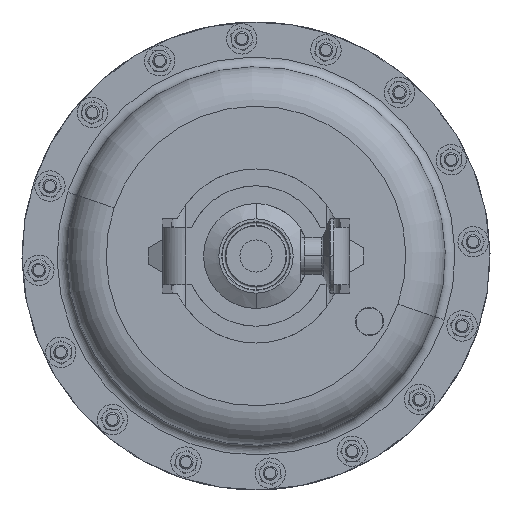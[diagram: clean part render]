
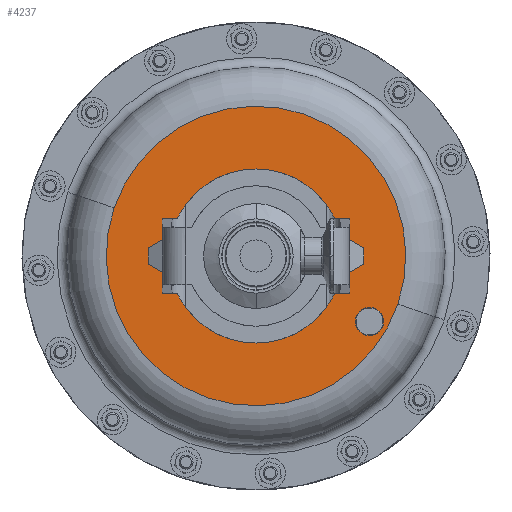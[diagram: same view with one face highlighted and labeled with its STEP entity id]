
A CAD part, front view. The second image highlights one B-rep face of the part: STEP entity #4237.
In plain terms, the highlighted planar face has unit normal (0, -1, 0).
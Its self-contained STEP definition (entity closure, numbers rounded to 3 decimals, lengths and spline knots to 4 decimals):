
#368 = ORIENTED_EDGE ( 'NONE', *, *, #8408, .T. ) ;
#1433 = EDGE_CURVE ( 'NONE', #39668, #14767, #13622, .T. ) ;
#1485 = VERTEX_POINT ( 'NONE', #15785 ) ;
#1528 = CIRCLE ( 'NONE', #12196, 4. ) ;
#1587 = CIRCLE ( 'NONE', #28697, 4. ) ;
#1645 = EDGE_CURVE ( 'NONE', #36569, #37172, #1528, .T. ) ;
#1994 = CARTESIAN_POINT ( 'NONE',  ( -1.2858, 7.295, -3.1747 ) ) ;
#2142 = CARTESIAN_POINT ( 'NONE',  ( 3.0311, 7.295, -1.1369 ) ) ;
#2867 = CIRCLE ( 'NONE', #37884, 2.325 ) ;
#3145 = ORIENTED_EDGE ( 'NONE', *, *, #1433, .F. ) ;
#3546 = CARTESIAN_POINT ( 'NONE',  ( 0., 7.295, 0.6131 ) ) ;
#4237 = ADVANCED_FACE ( 'NONE', ( #31647, #30201, #15178 ), #36055, .T. ) ;
#4852 = CARTESIAN_POINT ( 'NONE',  ( 0., 7.295, 0.6131 ) ) ;
#4901 = DIRECTION ( 'NONE',  ( 0.947, 0., -0.321 ) ) ;
#4950 = CARTESIAN_POINT ( 'NONE',  ( 0., 7.295, -1.7119 ) ) ;
#6614 = EDGE_LOOP ( 'NONE', ( #368, #31328 ) ) ;
#6937 = DIRECTION ( 'NONE',  ( 0., -1., 0. ) ) ;
#7731 = AXIS2_PLACEMENT_3D ( 'NONE', #36031, #30086, #11142 ) ;
#8408 = EDGE_CURVE ( 'NONE', #1485, #11972, #37396, .T. ) ;
#8780 = EDGE_CURVE ( 'NONE', #11972, #1485, #18963, .T. ) ;
#10061 = DIRECTION ( 'NONE',  ( 0., 0., -1. ) ) ;
#11142 = DIRECTION ( 'NONE',  ( 0.249, 0., -0.969 ) ) ;
#11972 = VERTEX_POINT ( 'NONE', #33886 ) ;
#12196 = AXIS2_PLACEMENT_3D ( 'NONE', #23279, #20304, #4901 ) ;
#12473 = DIRECTION ( 'NONE',  ( 0.947, 0., -0.321 ) ) ;
#13622 = CIRCLE ( 'NONE', #34526, 2.325 ) ;
#14173 = DIRECTION ( 'NONE',  ( 0.249, 0., -0.969 ) ) ;
#14767 = VERTEX_POINT ( 'NONE', #4950 ) ;
#15178 = FACE_BOUND ( 'NONE', #6614, .T. ) ;
#15785 = CARTESIAN_POINT ( 'NONE',  ( 3.1244, 7.295, -1.5002 ) ) ;
#15856 = DIRECTION ( 'NONE',  ( 0., 1., 0. ) ) ;
#16395 = AXIS2_PLACEMENT_3D ( 'NONE', #1994, #17656, #20342 ) ;
#17423 = DIRECTION ( 'NONE',  ( 0., -1., 0. ) ) ;
#17427 = ORIENTED_EDGE ( 'NONE', *, *, #1645, .F. ) ;
#17656 = DIRECTION ( 'NONE',  ( 0., -1., 0. ) ) ;
#18963 = CIRCLE ( 'NONE', #7731, 0.375 ) ;
#20261 = DIRECTION ( 'NONE',  ( 0., 0., -1. ) ) ;
#20304 = DIRECTION ( 'NONE',  ( 0., 1., 0. ) ) ;
#20342 = DIRECTION ( 'NONE',  ( -0.947, 0., 0.321 ) ) ;
#22114 = CARTESIAN_POINT ( 'NONE',  ( 0., 7.295, 0.6131 ) ) ;
#23279 = CARTESIAN_POINT ( 'NONE',  ( 0., 7.295, 0.6131 ) ) ;
#24435 = CARTESIAN_POINT ( 'NONE',  ( 3.7877, 7.295, -0.6727 ) ) ;
#26714 = DIRECTION ( 'NONE',  ( 0., 1., 0. ) ) ;
#28697 = AXIS2_PLACEMENT_3D ( 'NONE', #3546, #15856, #12473 ) ;
#30086 = DIRECTION ( 'NONE',  ( 0., 1., 0. ) ) ;
#30201 = FACE_OUTER_BOUND ( 'NONE', #38500, .T. ) ;
#31328 = ORIENTED_EDGE ( 'NONE', *, *, #8780, .T. ) ;
#31647 = FACE_BOUND ( 'NONE', #38865, .T. ) ;
#32224 = EDGE_CURVE ( 'NONE', #14767, #39668, #2867, .T. ) ;
#33886 = CARTESIAN_POINT ( 'NONE',  ( 2.9378, 7.295, -0.7737 ) ) ;
#33941 = CARTESIAN_POINT ( 'NONE',  ( 0., 7.295, 2.9381 ) ) ;
#34526 = AXIS2_PLACEMENT_3D ( 'NONE', #22114, #6937, #10061 ) ;
#34930 = CARTESIAN_POINT ( 'NONE',  ( -3.7877, 7.295, 1.8988 ) ) ;
#36031 = CARTESIAN_POINT ( 'NONE',  ( 3.0311, 7.295, -1.1369 ) ) ;
#36055 = PLANE ( 'NONE',  #16395 ) ;
#36562 = ORIENTED_EDGE ( 'NONE', *, *, #38655, .F. ) ;
#36569 = VERTEX_POINT ( 'NONE', #24435 ) ;
#37172 = VERTEX_POINT ( 'NONE', #34930 ) ;
#37396 = CIRCLE ( 'NONE', #37806, 0.375 ) ;
#37806 = AXIS2_PLACEMENT_3D ( 'NONE', #2142, #26714, #14173 ) ;
#37884 = AXIS2_PLACEMENT_3D ( 'NONE', #4852, #17423, #20261 ) ;
#38500 = EDGE_LOOP ( 'NONE', ( #17427, #36562 ) ) ;
#38655 = EDGE_CURVE ( 'NONE', #37172, #36569, #1587, .T. ) ;
#38865 = EDGE_LOOP ( 'NONE', ( #39352, #3145 ) ) ;
#39352 = ORIENTED_EDGE ( 'NONE', *, *, #32224, .F. ) ;
#39668 = VERTEX_POINT ( 'NONE', #33941 ) ;
